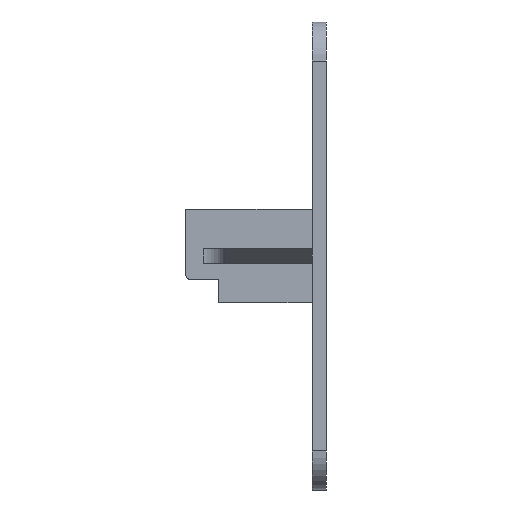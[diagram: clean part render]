
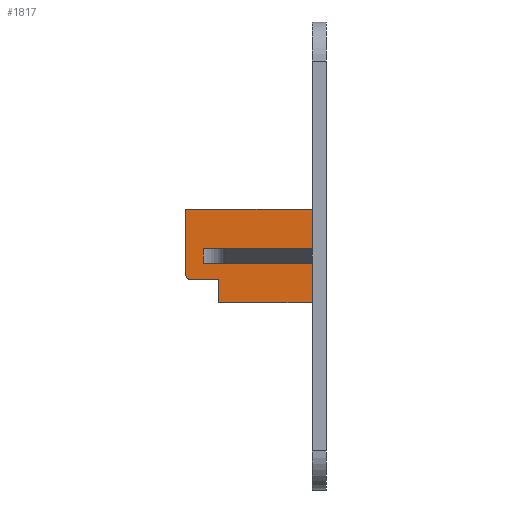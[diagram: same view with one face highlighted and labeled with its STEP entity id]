
A CAD part, left-side view. The second image highlights one B-rep face of the part: STEP entity #1817.
In plain terms, the highlighted planar face has unit normal (-1, 0, 0).
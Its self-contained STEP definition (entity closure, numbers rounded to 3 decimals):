
#45 = CARTESIAN_POINT ( 'NONE',  ( -27.5, 23., -10. ) ) ;
#63 = EDGE_CURVE ( 'NONE', #636, #2075, #2112, .T. ) ;
#82 = DIRECTION ( 'NONE',  ( 1., 0., 0. ) ) ;
#95 = AXIS2_PLACEMENT_3D ( 'NONE', #1987, #82, #426 ) ;
#151 = ORIENTED_EDGE ( 'NONE', *, *, #1756, .T. ) ;
#195 = CARTESIAN_POINT ( 'NONE',  ( -27.5, 3., 10. ) ) ;
#285 = DIRECTION ( 'NONE',  ( 0., 0., 1. ) ) ;
#303 = VECTOR ( 'NONE', #1707, 1000. ) ;
#328 = ORIENTED_EDGE ( 'NONE', *, *, #627, .T. ) ;
#347 = ORIENTED_EDGE ( 'NONE', *, *, #2111, .T. ) ;
#400 = CARTESIAN_POINT ( 'NONE',  ( -27.5, 23., 10. ) ) ;
#426 = DIRECTION ( 'NONE',  ( 0., 0., -1. ) ) ;
#429 = DIRECTION ( 'NONE',  ( 0., 1., 0. ) ) ;
#436 = FACE_OUTER_BOUND ( 'NONE', #1790, .T. ) ;
#439 = LINE ( 'NONE', #1465, #479 ) ;
#450 = EDGE_CURVE ( 'NONE', #677, #1668, #908, .T. ) ;
#451 = CARTESIAN_POINT ( 'NONE',  ( -27.5, 3., -1.5 ) ) ;
#479 = VECTOR ( 'NONE', #429, 1000. ) ;
#483 = VECTOR ( 'NONE', #901, 1000. ) ;
#505 = VECTOR ( 'NONE', #2116, 1000. ) ;
#535 = DIRECTION ( 'NONE',  ( -1., 0., 0. ) ) ;
#556 = ORIENTED_EDGE ( 'NONE', *, *, #450, .F. ) ;
#595 = ORIENTED_EDGE ( 'NONE', *, *, #1958, .F. ) ;
#627 = EDGE_CURVE ( 'NONE', #1002, #1828, #987, .T. ) ;
#629 = VECTOR ( 'NONE', #1288, 1000. ) ;
#634 = CARTESIAN_POINT ( 'NONE',  ( -27.5, 29., -5. ) ) ;
#636 = VERTEX_POINT ( 'NONE', #1833 ) ;
#666 = EDGE_CURVE ( 'NONE', #1609, #1458, #1204, .T. ) ;
#667 = ORIENTED_EDGE ( 'NONE', *, *, #2187, .T. ) ;
#677 = VERTEX_POINT ( 'NONE', #45 ) ;
#682 = ORIENTED_EDGE ( 'NONE', *, *, #1487, .T. ) ;
#717 = CARTESIAN_POINT ( 'NONE',  ( -27.5, 26.32, 1.5 ) ) ;
#723 = CARTESIAN_POINT ( 'NONE',  ( -27.5, 23., -1.5 ) ) ;
#808 = CARTESIAN_POINT ( 'NONE',  ( -27.5, 3., -10. ) ) ;
#873 = VECTOR ( 'NONE', #1452, 1000. ) ;
#883 = CARTESIAN_POINT ( 'NONE',  ( -27.5, 30., -5. ) ) ;
#896 = ORIENTED_EDGE ( 'NONE', *, *, #63, .T. ) ;
#901 = DIRECTION ( 'NONE',  ( 0., 1., 0. ) ) ;
#908 = LINE ( 'NONE', #2153, #505 ) ;
#987 = LINE ( 'NONE', #808, #2119 ) ;
#1002 = VERTEX_POINT ( 'NONE', #1410 ) ;
#1040 = VECTOR ( 'NONE', #1706, 1000. ) ;
#1070 = LINE ( 'NONE', #2060, #303 ) ;
#1089 = VECTOR ( 'NONE', #1208, 1000. ) ;
#1140 = CARTESIAN_POINT ( 'NONE',  ( -27.5, 30., -4. ) ) ;
#1193 = ORIENTED_EDGE ( 'NONE', *, *, #1527, .F. ) ;
#1204 = LINE ( 'NONE', #883, #1040 ) ;
#1208 = DIRECTION ( 'NONE',  ( 0., -1., 0. ) ) ;
#1238 = CARTESIAN_POINT ( 'NONE',  ( -27.5, 3., -10. ) ) ;
#1262 = DIRECTION ( 'NONE',  ( 0., 0., 1. ) ) ;
#1288 = DIRECTION ( 'NONE',  ( 0., -1., 0. ) ) ;
#1297 = VERTEX_POINT ( 'NONE', #2010 ) ;
#1388 = VERTEX_POINT ( 'NONE', #717 ) ;
#1394 = CARTESIAN_POINT ( 'NONE',  ( -27.5, 30., 10. ) ) ;
#1410 = CARTESIAN_POINT ( 'NONE',  ( -27.5, 3., -10. ) ) ;
#1447 = PLANE ( 'NONE',  #95 ) ;
#1449 = EDGE_CURVE ( 'NONE', #1609, #2140, #1483, .T. ) ;
#1452 = DIRECTION ( 'NONE',  ( 0., -1., 0. ) ) ;
#1458 = VERTEX_POINT ( 'NONE', #1394 ) ;
#1465 = CARTESIAN_POINT ( 'NONE',  ( -27.5, 23., 1.5 ) ) ;
#1483 = CIRCLE ( 'NONE', #1904, 1. ) ;
#1487 = EDGE_CURVE ( 'NONE', #677, #1002, #1658, .T. ) ;
#1527 = EDGE_CURVE ( 'NONE', #636, #1388, #439, .T. ) ;
#1557 = LINE ( 'NONE', #1734, #1089 ) ;
#1609 = VERTEX_POINT ( 'NONE', #1140 ) ;
#1650 = VECTOR ( 'NONE', #1262, 1000. ) ;
#1658 = LINE ( 'NONE', #1966, #873 ) ;
#1668 = VERTEX_POINT ( 'NONE', #2109 ) ;
#1706 = DIRECTION ( 'NONE',  ( 0., 0., 1. ) ) ;
#1707 = DIRECTION ( 'NONE',  ( 0., 0., 1. ) ) ;
#1734 = CARTESIAN_POINT ( 'NONE',  ( -27.5, 30., -5. ) ) ;
#1736 = DIRECTION ( 'NONE',  ( 0., 0., -1. ) ) ;
#1749 = LINE ( 'NONE', #400, #629 ) ;
#1756 = EDGE_CURVE ( 'NONE', #1297, #1388, #1070, .T. ) ;
#1790 = EDGE_LOOP ( 'NONE', ( #667, #151, #1193, #896, #595, #1891, #1850, #347, #556, #682, #328 ) ) ;
#1817 = ADVANCED_FACE ( 'NONE', ( #436 ), #1447, .F. ) ;
#1828 = VERTEX_POINT ( 'NONE', #451 ) ;
#1833 = CARTESIAN_POINT ( 'NONE',  ( -27.5, 3., 1.5 ) ) ;
#1850 = ORIENTED_EDGE ( 'NONE', *, *, #1449, .T. ) ;
#1891 = ORIENTED_EDGE ( 'NONE', *, *, #666, .F. ) ;
#1904 = AXIS2_PLACEMENT_3D ( 'NONE', #2070, #535, #1736 ) ;
#1934 = LINE ( 'NONE', #723, #483 ) ;
#1958 = EDGE_CURVE ( 'NONE', #1458, #2075, #1749, .T. ) ;
#1966 = CARTESIAN_POINT ( 'NONE',  ( -27.5, 23., -10. ) ) ;
#1987 = CARTESIAN_POINT ( 'NONE',  ( -27.5, 23., -10. ) ) ;
#2010 = CARTESIAN_POINT ( 'NONE',  ( -27.5, 26.32, -1.5 ) ) ;
#2060 = CARTESIAN_POINT ( 'NONE',  ( -27.5, 26.32, 1.5 ) ) ;
#2070 = CARTESIAN_POINT ( 'NONE',  ( -27.5, 29., -4. ) ) ;
#2075 = VERTEX_POINT ( 'NONE', #195 ) ;
#2109 = CARTESIAN_POINT ( 'NONE',  ( -27.5, 23., -5. ) ) ;
#2111 = EDGE_CURVE ( 'NONE', #2140, #1668, #1557, .T. ) ;
#2112 = LINE ( 'NONE', #1238, #1650 ) ;
#2116 = DIRECTION ( 'NONE',  ( 0., 0., 1. ) ) ;
#2119 = VECTOR ( 'NONE', #285, 1000. ) ;
#2140 = VERTEX_POINT ( 'NONE', #634 ) ;
#2153 = CARTESIAN_POINT ( 'NONE',  ( -27.5, 23., -10. ) ) ;
#2187 = EDGE_CURVE ( 'NONE', #1828, #1297, #1934, .T. ) ;
